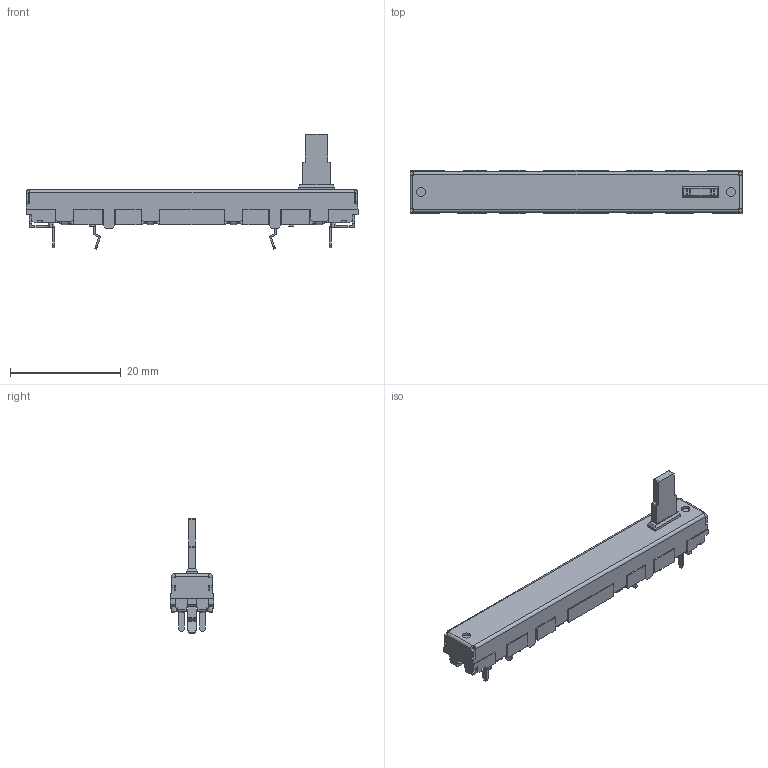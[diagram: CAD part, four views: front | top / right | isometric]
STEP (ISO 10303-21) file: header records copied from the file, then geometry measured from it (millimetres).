
FILE_DESCRIPTION (( 'STEP AP214' ), '1' );
FILE_NAME ('RS45111A900F.STEP', '2024-04-15T06:57:42', ( '' ), ( '' ), 'SwSTEP 2.0', 'SolidWorks 2016', '' );
FILE_SCHEMA (( 'AUTOMOTIVE_DESIGN' ));
Length unit declared in the file: millimetre
Products named in the file (1): RS45111A900F
Bounding box: 60 x 7.8 x 20.8 mm (x, y, z)
Volume: 2702.8 mm3; surface area: 2252 mm2
Topology: 1 solids, 1 shells, 685 faces, 1961 edges, 1276 vertices
Faces by surface type: plane 568, cylinder 101, bspline 16
Entity records: 29682 total; most frequent: CARTESIAN_POINT 4315, ORIENTED_EDGE 3922, DIRECTION 3455, EDGE_CURVE 1961, LINE 1727, VECTOR 1727, VERTEX_POINT 1276, AXIS2_PLACEMENT_3D 864
